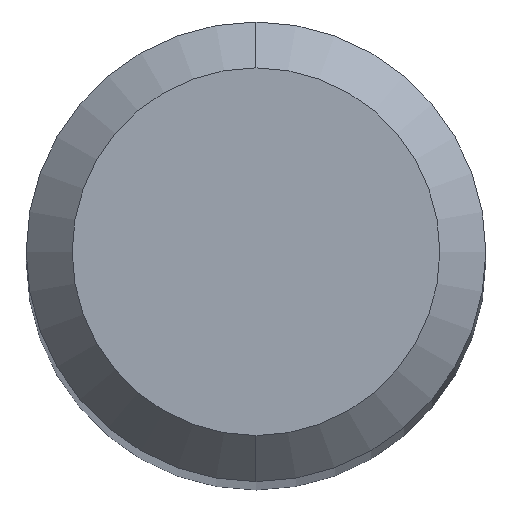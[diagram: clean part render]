
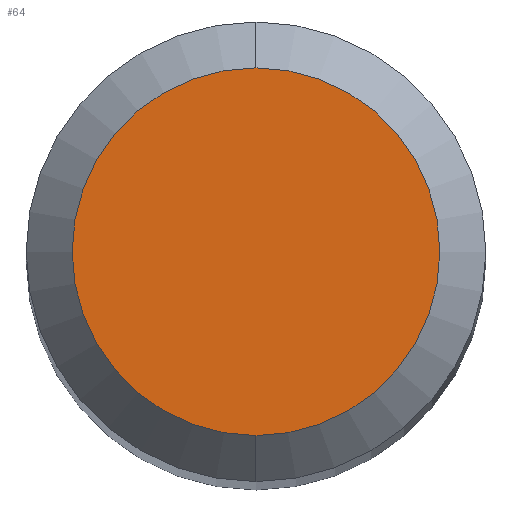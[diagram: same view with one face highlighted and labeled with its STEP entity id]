
A CAD part, top view. The second image highlights one B-rep face of the part: STEP entity #64.
In plain terms, the highlighted planar face has unit normal (0, 0, 1).
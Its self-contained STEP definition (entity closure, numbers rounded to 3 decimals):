
#64=ADVANCED_FACE('',(#142),#143,.T.);
#142=FACE_OUTER_BOUND('',#234,.T.);
#143=PLANE('',#235);
#234=EDGE_LOOP('',(#339,#340));
#235=AXIS2_PLACEMENT_3D('',#341,#342,#343);
#339=ORIENTED_EDGE('',*,*,#494,.F.);
#340=ORIENTED_EDGE('',*,*,#497,.F.);
#341=CARTESIAN_POINT('',(0.,0.6,28.));
#342=DIRECTION('',(0.,0.0,1.0));
#343=DIRECTION('',(0.0,-1.0,0.0));
#494=EDGE_CURVE('',#588,#590,#591,.T.);
#497=EDGE_CURVE('',#590,#588,#594,.T.);
#588=VERTEX_POINT('',#680);
#590=VERTEX_POINT('',#683);
#591=CIRCLE('',#684,1.2);
#594=CIRCLE('',#688,1.2);
#680=CARTESIAN_POINT('',(0.,1.2,28.));
#683=CARTESIAN_POINT('',(0.,-1.2,28.));
#684=AXIS2_PLACEMENT_3D('',#772,#773,#774);
#688=AXIS2_PLACEMENT_3D('',#776,#777,#778);
#772=CARTESIAN_POINT('',(0.,0.,28.));
#773=DIRECTION('',(0.,0.0,-1.0));
#774=DIRECTION('',(0.0,1.0,0.0));
#776=CARTESIAN_POINT('',(0.,0.,28.));
#777=DIRECTION('',(0.,0.0,-1.0));
#778=DIRECTION('',(0.0,1.0,0.0));
